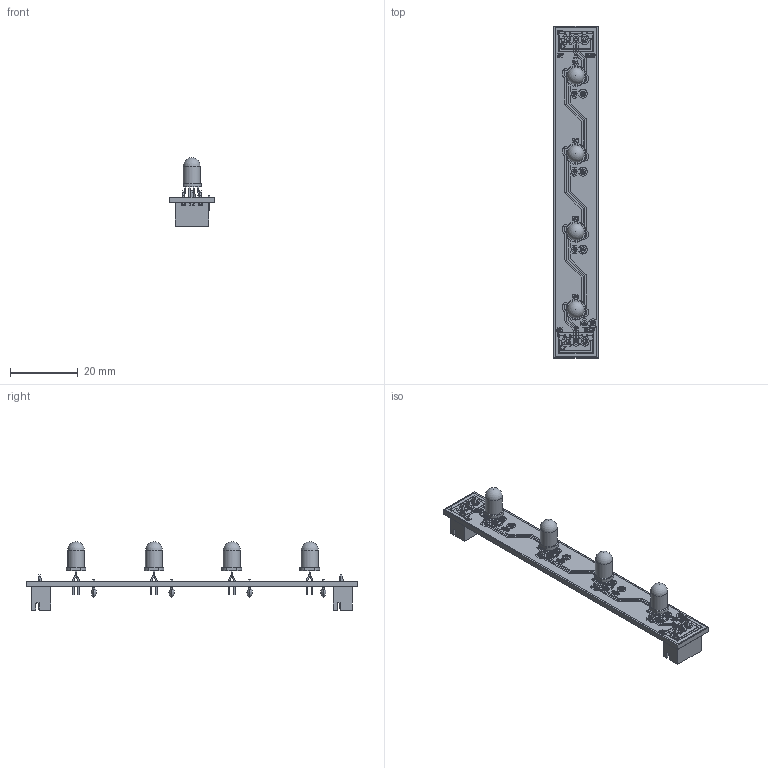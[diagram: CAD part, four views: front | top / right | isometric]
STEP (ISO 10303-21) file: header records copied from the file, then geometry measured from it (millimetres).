
FILE_DESCRIPTION(('KiCad electronic assembly'),'2;1');
FILE_NAME('LED Holder Logic Gates.step','2025-12-27T16:47:04',('Pcbnew') ,('Kicad'),'Open CASCADE STEP processor 7.8','KiCad to STEP converter' ,'Unknown');
FILE_SCHEMA(('AUTOMOTIVE_DESIGN { 1 0 10303 214 1 1 1 1 }'));
Length unit declared in the file: millimetre
Products named in the file (10): LED Holder Logic Gates 1; LED_D5.0mm-4_RGB_Staggered_Pins; B3B-XH-A; BxB-XH-A_03; C_Disc_D3.0mm_W1.6mm_P2.50mm; LED Holder Logic Gates_copper; LED Holder Logic Gates_pad; LED Holder Logic Gates_silkscreen; LED Holder Logic Gates_soldermask; LED Holder Logic Gates_PCB
Assembly tree (16 placements, depth 3):
  LED Holder Logic Gates 1
    LED_D5.0mm-4_RGB_Staggered_Pins  x4
    B3B-XH-A  x2
      BxB-XH-A_03
    C_Disc_D3.0mm_W1.6mm_P2.50mm  x4
    LED Holder Logic Gates_copper
    LED Holder Logic Gates_pad
    LED Holder Logic Gates_silkscreen
    LED Holder Logic Gates_soldermask
    LED Holder Logic Gates_PCB
Bounding box: 13 x 98 x 20.2 mm (x, y, z)
Volume: 2975.1 mm3; surface area: 11991.6 mm2
Topology: 114 solids, 274 shells, 2249 faces, 8465 edges, 6608 vertices
Faces by surface type: plane 1622, cylinder 551, bspline 56, sphere 12, revolution 8
Full cylindrical faces by diameter (mm): 0.5 x8, 0.75 x24, 0.8 x16, 0.807 x7, 0.85 x48, 0.9 x50, 0.95 x12, 1.2 x2, 1.6 x16, 1.8 x24, 5 x4
Entity records: 84219 total; most frequent: CARTESIAN_POINT 16668, DIRECTION 13109, ORIENTED_EDGE 12018, EDGE_CURVE 7572, VERTEX_POINT 6066, LINE 5709, VECTOR 5709, AXIS2_PLACEMENT_3D 3699
